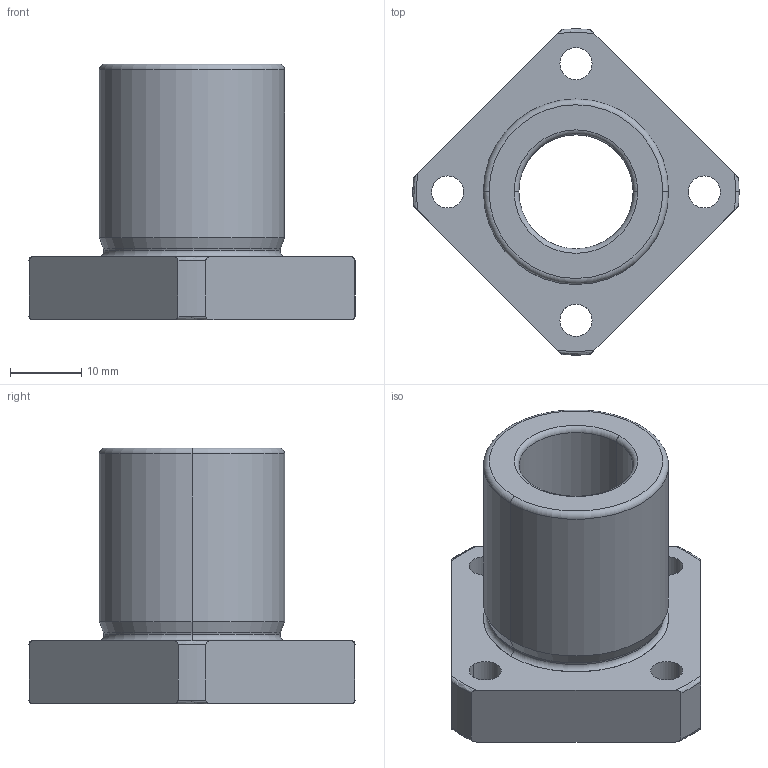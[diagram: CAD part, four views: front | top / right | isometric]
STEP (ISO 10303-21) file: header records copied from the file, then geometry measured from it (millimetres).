
FILE_DESCRIPTION (( 'STEP AP214' ), '1' );
FILE_NAME ('FlangeBearing_55BF838939.step', '2023-02-10T20:10:42', ( '' ), ( '' ), 'SwSTEP 2.0', 'SolidWorks 2019', '' );
FILE_SCHEMA (( 'AUTOMOTIVE_DESIGN' ));
Length unit declared in the file: inch
Products named in the file (3): QYrDI2WDgN_CADModel_0; FlangeBearing_55BF838939
Assembly tree (1 placements, depth 2):
  QYrDI2WDgN_CADModel_0
  FlangeBearing_55BF838939
    QYrDI2WDgN_CADModel_0
Bounding box: 45.74 x 45.73 x 35.9 mm (x, y, z)
Volume: 16688.6 mm3; surface area: 11610 mm2
Topology: 2 solids, 2 shells, 64 faces, 151 edges, 94 vertices
Faces by surface type: cylinder 31, torus 20, plane 11, cone 2
Entity records: 2917 total; most frequent: CARTESIAN_POINT 442, DIRECTION 363, ORIENTED_EDGE 302, AXIS2_PLACEMENT_3D 159, EDGE_CURVE 151, VERTEX_POINT 94, CIRCLE 90, EDGE_LOOP 79
